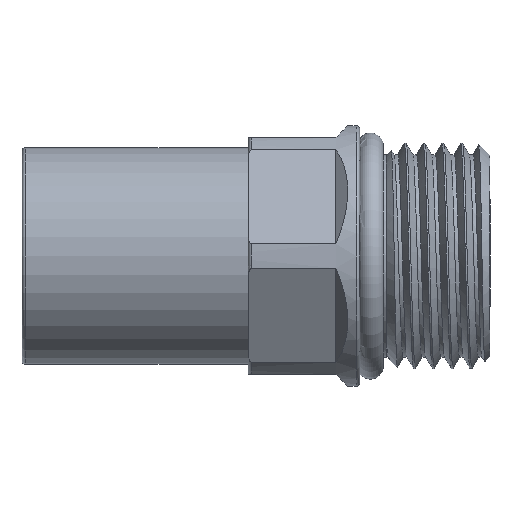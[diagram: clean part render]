
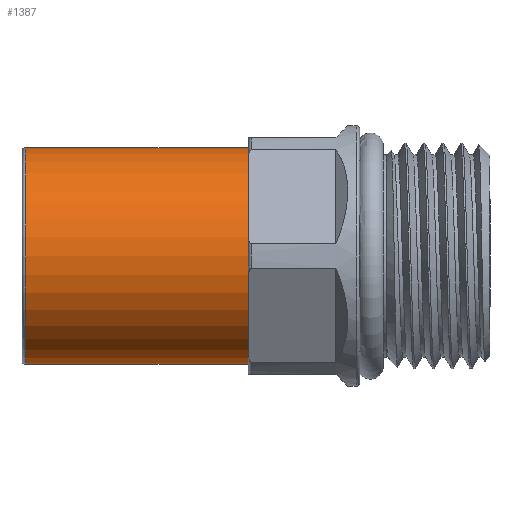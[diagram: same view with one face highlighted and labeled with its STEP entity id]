
A CAD part, front view. The second image highlights one B-rep face of the part: STEP entity #1387.
In plain terms, the highlighted cylindrical face has radius 9.15 mm (diameter 18.3 mm), a full revolution.
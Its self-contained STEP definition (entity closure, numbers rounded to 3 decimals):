
#1303=CARTESIAN_POINT('',(36.655,0.,9.15));
#1304=VERTEX_POINT('',#1303);
#1305=CARTESIAN_POINT('',(36.655,0.,-9.15));
#1306=VERTEX_POINT('',#1305);
#1307=CARTESIAN_POINT('',(36.655,0.,9.15));
#1308=CARTESIAN_POINT('',(36.655,0.901,9.15));
#1309=CARTESIAN_POINT('',(36.655,1.785,8.974));
#1310=CARTESIAN_POINT('',(36.655,2.669,8.798));
#1311=CARTESIAN_POINT('',(36.655,3.502,8.453));
#1312=CARTESIAN_POINT('',(36.655,4.334,8.109));
#1313=CARTESIAN_POINT('',(36.655,5.083,7.608));
#1314=CARTESIAN_POINT('',(36.655,5.833,7.107));
#1315=CARTESIAN_POINT('',(36.655,6.47,6.47));
#1316=CARTESIAN_POINT('',(36.655,7.107,5.833));
#1317=CARTESIAN_POINT('',(36.655,7.608,5.083));
#1318=CARTESIAN_POINT('',(36.655,8.109,4.334));
#1319=CARTESIAN_POINT('',(36.655,8.453,3.502));
#1320=CARTESIAN_POINT('',(36.655,8.798,2.669));
#1321=CARTESIAN_POINT('',(36.655,8.974,1.785));
#1322=CARTESIAN_POINT('',(36.655,9.15,0.901));
#1323=CARTESIAN_POINT('',(36.655,9.15,0.));
#1324=CARTESIAN_POINT('',(36.655,9.15,-0.901));
#1325=CARTESIAN_POINT('',(36.655,8.974,-1.785));
#1326=CARTESIAN_POINT('',(36.655,8.798,-2.669));
#1327=CARTESIAN_POINT('',(36.655,8.453,-3.502));
#1328=CARTESIAN_POINT('',(36.655,8.109,-4.334));
#1329=CARTESIAN_POINT('',(36.655,7.608,-5.083));
#1330=CARTESIAN_POINT('',(36.655,7.107,-5.833));
#1331=CARTESIAN_POINT('',(36.655,6.47,-6.47));
#1332=CARTESIAN_POINT('',(36.655,5.833,-7.107));
#1333=CARTESIAN_POINT('',(36.655,5.083,-7.608));
#1334=CARTESIAN_POINT('',(36.655,4.334,-8.109));
#1335=CARTESIAN_POINT('',(36.655,3.502,-8.453));
#1336=CARTESIAN_POINT('',(36.655,2.669,-8.798));
#1337=CARTESIAN_POINT('',(36.655,1.785,-8.974));
#1338=CARTESIAN_POINT('',(36.655,0.901,-9.15));
#1339=CARTESIAN_POINT('',(36.655,0.,-9.15));
#1340=B_SPLINE_CURVE_WITH_KNOTS('',2,(#1307,#1308,#1309,#1310,#1311,#1312,#1313,#1314,#1315,#1316,#1317,#1318,#1319,#1320,#1321,#1322,#1323,#1324,#1325,#1326,#1327,#1328,#1329,#1330,#1331,#1332,#1333,#1334,#1335,#1336,#1337,#1338,#1339),.UNSPECIFIED.,.F.,.U.,(3,2,2,2,2,2,2,2,2,2,2,2,2,2,2,2,3),(0.5,0.531,0.563,0.594,0.625,0.656,0.688,0.719,0.75,0.781,0.813,0.844,0.875,0.906,0.938,0.969,1.),.UNSPECIFIED.);
#1341=EDGE_CURVE('',#1304,#1306,#1340,.T.);
#1343=CARTESIAN_POINT('',(36.655,0.,0.));
#1344=DIRECTION('',(0.,0.,-1.));
#1345=DIRECTION('',(-1.,0.,0.));
#1346=AXIS2_PLACEMENT_3D('',#1343,#1345,#1344);
#1347=CIRCLE('',#1346,9.15);
#1348=EDGE_CURVE('',#1306,#1304,#1347,.T.);
#1353=CARTESIAN_POINT('',(17.854,0.,0.));
#1354=DIRECTION('',(0.,0.,1.));
#1355=DIRECTION('',(1.,0.,0.));
#1356=AXIS2_PLACEMENT_3D('',#1353,#1355,#1354);
#1357=CYLINDRICAL_SURFACE('',#1356,9.15);
#1358=ORIENTED_EDGE('',*,*,#1348,.T.);
#1359=CARTESIAN_POINT('',(17.854,0.,9.15));
#1360=VERTEX_POINT('',#1359);
#1361=CARTESIAN_POINT('',(36.655,0.,9.15));
#1362=DIRECTION('',(-1.,0.,0.));
#1363=VECTOR('',#1362,18.8);
#1364=LINE('',#1361,#1363);
#1365=EDGE_CURVE('',#1304,#1360,#1364,.T.);
#1366=ORIENTED_EDGE('E5607',*,*,#1365,.T.);
#1367=CARTESIAN_POINT('',(17.854,0.,-9.15));
#1368=VERTEX_POINT('',#1367);
#1369=CARTESIAN_POINT('',(17.854,0.,0.));
#1370=DIRECTION('',(0.,0.,1.));
#1371=DIRECTION('',(1.,0.,0.));
#1372=AXIS2_PLACEMENT_3D('',#1369,#1371,#1370);
#1373=CIRCLE('',#1372,9.15);
#1374=EDGE_CURVE('',#1360,#1368,#1373,.T.);
#1375=ORIENTED_EDGE('E5608',*,*,#1374,.T.);
#1376=CARTESIAN_POINT('',(17.854,0.,0.));
#1377=DIRECTION('',(0.,0.,-1.));
#1378=DIRECTION('',(1.,0.,0.));
#1379=AXIS2_PLACEMENT_3D('',#1376,#1378,#1377);
#1380=CIRCLE('',#1379,9.15);
#1381=EDGE_CURVE('',#1368,#1360,#1380,.T.);
#1382=ORIENTED_EDGE('E5609',*,*,#1381,.T.);
#1383=ORIENTED_EDGE('E5609',*,*,#1365,.F.);
#1384=ORIENTED_EDGE('E5609',*,*,#1341,.T.);
#1385=EDGE_LOOP('',(#1358,#1366,#1375,#1382,#1383,#1384));
#1386=FACE_OUTER_BOUND('',#1385,.T.);
#1387=ADVANCED_FACE('F2161',(#1386),#1357,.T.);
